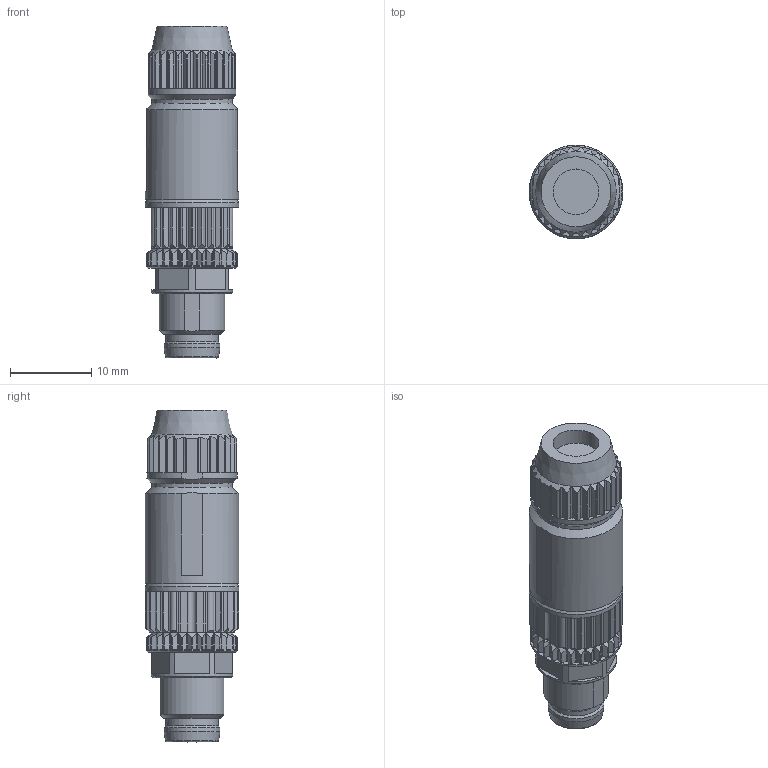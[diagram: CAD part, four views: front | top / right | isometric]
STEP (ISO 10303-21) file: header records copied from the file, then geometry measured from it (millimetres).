
FILE_DESCRIPTION(/* description */ (''),/* implementation_level */ '2;1');
FILE_NAME(/* name */ '100188430ugm000_a.stp',/* time_stamp */ '2014-09-19T08:12:27+02:00',/* author */ (''),/* organization */ (''),/* preprocessor_version */ 'ST-DEVELOPER v15',/* originating_system */ 'SIEMENS PLM Software NX 8.5',/* authorisation */ '');
FILE_SCHEMA (('AUTOMOTIVE_DESIGN { 1 0 10303 214 3 1 1 1 }'));
Length unit declared in the file: millimetre
Products named in the file (1): 100188430ugm000_a
Bounding box: 11.5 x 11.5 x 40.8 mm (x, y, z)
Volume: 3120.1 mm3; surface area: 2036.9 mm2
Topology: 1 solids, 1 shells, 516 faces, 1417 edges, 916 vertices
Faces by surface type: plane 213, cylinder 198, bspline 65, cone 40
Full cylindrical faces by diameter (mm): 5.6 x1, 5.8 x1, 6.4 x1, 6.87 x1, 8.6 x1, 9 x1, 9.9 x1, 10 x1, 11.3 x1, 11.5 x2
Entity records: 21421 total; most frequent: CARTESIAN_POINT 5798, ORIENTED_EDGE 2768, DIRECTION 2148, EDGE_CURVE 1384, VERTEX_POINT 910, AXIS2_PLACEMENT_3D 757, LINE 634, VECTOR 634
